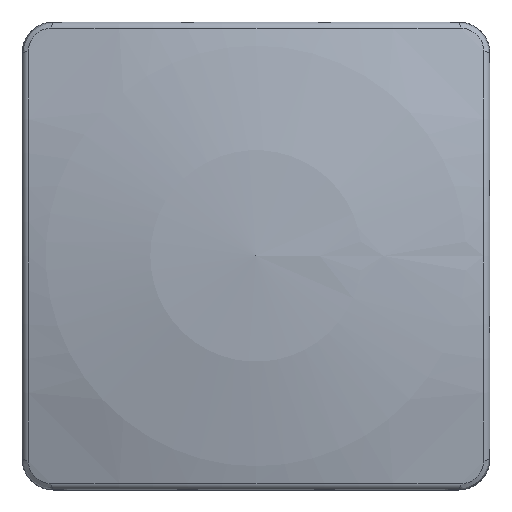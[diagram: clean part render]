
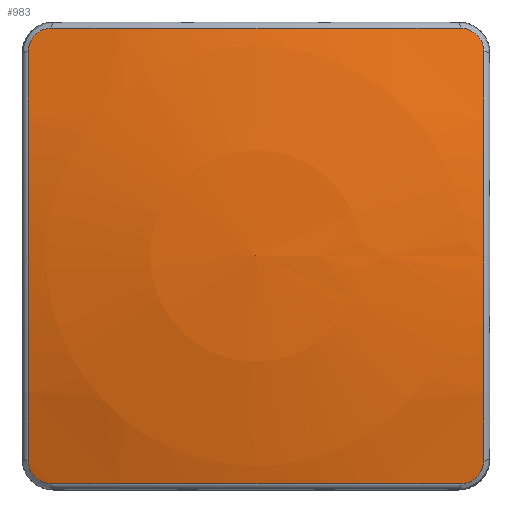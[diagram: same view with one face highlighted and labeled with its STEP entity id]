
A CAD part, top view. The second image highlights one B-rep face of the part: STEP entity #983.
In plain terms, the highlighted spherical face has radius 150.7 mm.
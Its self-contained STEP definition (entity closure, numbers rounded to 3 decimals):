
#223=FACE_OUTER_BOUND('',#1494,.T.);
#808=B_SPLINE_CURVE_WITH_KNOTS('',3,(#18458,#18459,#18460,#18461,#18462,
#18463,#18464,#18465,#18466,#18467,#18468,#18469,#18470,#18471,#18472,#18473),
 .UNSPECIFIED.,.F.,.F.,(4,3,3,3,3,4),(0.,0.211,0.423,
0.63,0.834,1.),.UNSPECIFIED.);
#809=B_SPLINE_CURVE_WITH_KNOTS('',3,(#18477,#18478,#18479,#18480,#18481,
#18482,#18483,#18484,#18485,#18486,#18487,#18488,#18489,#18490,#18491,#18492),
 .UNSPECIFIED.,.F.,.F.,(4,3,3,3,3,4),(0.,0.211,0.423,
0.63,0.834,1.),.UNSPECIFIED.);
#810=B_SPLINE_CURVE_WITH_KNOTS('',3,(#18496,#18497,#18498,#18499,#18500,
#18501,#18502,#18503,#18504,#18505,#18506,#18507,#18508,#18509,#18510,#18511),
 .UNSPECIFIED.,.F.,.F.,(4,3,3,3,3,4),(0.,0.211,0.423,
0.63,0.834,1.),.UNSPECIFIED.);
#811=B_SPLINE_CURVE_WITH_KNOTS('',3,(#18515,#18516,#18517,#18518,#18519,
#18520,#18521,#18522,#18523,#18524,#18525,#18526,#18527,#18528,#18529,#18530),
 .UNSPECIFIED.,.F.,.F.,(4,3,3,3,3,4),(0.,0.211,0.423,
0.63,0.834,1.),.UNSPECIFIED.);
#832=SPHERICAL_SURFACE('',#3751,150.7);
#983=ADVANCED_FACE('',(#223),#832,.T.);
#1494=EDGE_LOOP('',(#2175,#2176,#2177,#2178,#2179,#2180,#2181,#2182));
#2175=ORIENTED_EDGE('',*,*,#3130,.T.);
#2176=ORIENTED_EDGE('',*,*,#3131,.T.);
#2177=ORIENTED_EDGE('',*,*,#3132,.T.);
#2178=ORIENTED_EDGE('',*,*,#3133,.T.);
#2179=ORIENTED_EDGE('',*,*,#3134,.T.);
#2180=ORIENTED_EDGE('',*,*,#3135,.T.);
#2181=ORIENTED_EDGE('',*,*,#3136,.T.);
#2182=ORIENTED_EDGE('',*,*,#3137,.T.);
#2728=VERTEX_POINT('',#18456);
#2729=VERTEX_POINT('',#18457);
#2730=VERTEX_POINT('',#18474);
#2731=VERTEX_POINT('',#18476);
#2732=VERTEX_POINT('',#18493);
#2733=VERTEX_POINT('',#18495);
#2734=VERTEX_POINT('',#18512);
#2735=VERTEX_POINT('',#18514);
#3130=EDGE_CURVE('',#2728,#2729,#3408,.T.);
#3131=EDGE_CURVE('',#2729,#2730,#808,.T.);
#3132=EDGE_CURVE('',#2730,#2731,#3409,.T.);
#3133=EDGE_CURVE('',#2731,#2732,#809,.T.);
#3134=EDGE_CURVE('',#2732,#2733,#3410,.T.);
#3135=EDGE_CURVE('',#2733,#2734,#810,.T.);
#3136=EDGE_CURVE('',#2734,#2735,#3411,.T.);
#3137=EDGE_CURVE('',#2735,#2728,#811,.T.);
#3408=CIRCLE('',#3747,146.751);
#3409=CIRCLE('',#3748,146.751);
#3410=CIRCLE('',#3749,146.751);
#3411=CIRCLE('',#3750,146.751);
#3747=AXIS2_PLACEMENT_3D('',#18455,#4555,#4556);
#3748=AXIS2_PLACEMENT_3D('',#18475,#4557,#4558);
#3749=AXIS2_PLACEMENT_3D('',#18494,#4559,#4560);
#3750=AXIS2_PLACEMENT_3D('',#18513,#4561,#4562);
#3751=AXIS2_PLACEMENT_3D('',#18531,#4563,#4564);
#4555=DIRECTION('',(1.,0.,0.));
#4556=DIRECTION('',(0.,0.,-1.));
#4557=DIRECTION('',(0.,1.,0.));
#4558=DIRECTION('',(0.,0.,1.));
#4559=DIRECTION('',(-1.,0.,0.));
#4560=DIRECTION('',(0.,0.,1.));
#4561=DIRECTION('',(0.,-1.,0.));
#4562=DIRECTION('',(0.,0.,-1.));
#4563=DIRECTION('',(0.,0.,1.));
#4564=DIRECTION('',(1.,0.,0.));
#18455=CARTESIAN_POINT('',(-34.111,-0.139,-35.477));
#18456=CARTESIAN_POINT('',(-34.111,30.605,108.017));
#18457=CARTESIAN_POINT('',(-34.111,-30.884,108.017));
#18458=CARTESIAN_POINT('',(-34.111,-30.884,108.017));
#18459=CARTESIAN_POINT('',(-34.111,-31.267,107.935));
#18460=CARTESIAN_POINT('',(-34.047,-31.659,107.865));
#18461=CARTESIAN_POINT('',(-33.921,-32.026,107.813));
#18462=CARTESIAN_POINT('',(-33.796,-32.394,107.761));
#18463=CARTESIAN_POINT('',(-33.604,-32.748,107.726));
#18464=CARTESIAN_POINT('',(-33.363,-33.057,107.712));
#18465=CARTESIAN_POINT('',(-33.128,-33.358,107.698));
#18466=CARTESIAN_POINT('',(-32.838,-33.625,107.703));
#18467=CARTESIAN_POINT('',(-32.518,-33.834,107.726));
#18468=CARTESIAN_POINT('',(-32.203,-34.041,107.75));
#18469=CARTESIAN_POINT('',(-31.85,-34.198,107.792));
#18470=CARTESIAN_POINT('',(-31.488,-34.294,107.849));
#18471=CARTESIAN_POINT('',(-31.193,-34.373,107.895));
#18472=CARTESIAN_POINT('',(-30.886,-34.412,107.952));
#18473=CARTESIAN_POINT('',(-30.583,-34.412,108.017));
#18474=CARTESIAN_POINT('',(-30.583,-34.412,108.017));
#18475=CARTESIAN_POINT('',(0.162,-34.412,-35.477));
#18476=CARTESIAN_POINT('',(30.906,-34.412,108.017));
#18477=CARTESIAN_POINT('',(30.906,-34.412,108.017));
#18478=CARTESIAN_POINT('',(31.289,-34.412,107.935));
#18479=CARTESIAN_POINT('',(31.681,-34.348,107.865));
#18480=CARTESIAN_POINT('',(32.048,-34.222,107.813));
#18481=CARTESIAN_POINT('',(32.416,-34.097,107.761));
#18482=CARTESIAN_POINT('',(32.77,-33.905,107.726));
#18483=CARTESIAN_POINT('',(33.079,-33.664,107.712));
#18484=CARTESIAN_POINT('',(33.38,-33.429,107.698));
#18485=CARTESIAN_POINT('',(33.647,-33.139,107.703));
#18486=CARTESIAN_POINT('',(33.856,-32.819,107.726));
#18487=CARTESIAN_POINT('',(34.063,-32.504,107.75));
#18488=CARTESIAN_POINT('',(34.22,-32.151,107.792));
#18489=CARTESIAN_POINT('',(34.316,-31.789,107.849));
#18490=CARTESIAN_POINT('',(34.395,-31.494,107.895));
#18491=CARTESIAN_POINT('',(34.434,-31.187,107.952));
#18492=CARTESIAN_POINT('',(34.434,-30.884,108.017));
#18493=CARTESIAN_POINT('',(34.434,-30.884,108.017));
#18494=CARTESIAN_POINT('',(34.434,-0.139,-35.477));
#18495=CARTESIAN_POINT('',(34.434,30.605,108.017));
#18496=CARTESIAN_POINT('',(34.434,30.605,108.017));
#18497=CARTESIAN_POINT('',(34.434,30.989,107.935));
#18498=CARTESIAN_POINT('',(34.37,31.38,107.865));
#18499=CARTESIAN_POINT('',(34.245,31.747,107.813));
#18500=CARTESIAN_POINT('',(34.119,32.115,107.761));
#18501=CARTESIAN_POINT('',(33.928,32.469,107.726));
#18502=CARTESIAN_POINT('',(33.686,32.778,107.712));
#18503=CARTESIAN_POINT('',(33.451,33.079,107.698));
#18504=CARTESIAN_POINT('',(33.161,33.346,107.703));
#18505=CARTESIAN_POINT('',(32.842,33.555,107.726));
#18506=CARTESIAN_POINT('',(32.526,33.763,107.75));
#18507=CARTESIAN_POINT('',(32.173,33.92,107.792));
#18508=CARTESIAN_POINT('',(31.812,34.015,107.849));
#18509=CARTESIAN_POINT('',(31.516,34.094,107.895));
#18510=CARTESIAN_POINT('',(31.209,34.134,107.952));
#18511=CARTESIAN_POINT('',(30.906,34.134,108.017));
#18512=CARTESIAN_POINT('',(30.906,34.134,108.017));
#18513=CARTESIAN_POINT('',(0.162,34.134,-35.477));
#18514=CARTESIAN_POINT('',(-30.583,34.134,108.017));
#18515=CARTESIAN_POINT('',(-30.583,34.134,108.017));
#18516=CARTESIAN_POINT('',(-30.966,34.134,107.935));
#18517=CARTESIAN_POINT('',(-31.358,34.069,107.865));
#18518=CARTESIAN_POINT('',(-31.725,33.944,107.813));
#18519=CARTESIAN_POINT('',(-32.093,33.818,107.761));
#18520=CARTESIAN_POINT('',(-32.447,33.627,107.726));
#18521=CARTESIAN_POINT('',(-32.756,33.385,107.712));
#18522=CARTESIAN_POINT('',(-33.057,33.15,107.698));
#18523=CARTESIAN_POINT('',(-33.324,32.86,107.703));
#18524=CARTESIAN_POINT('',(-33.533,32.541,107.726));
#18525=CARTESIAN_POINT('',(-33.74,32.225,107.75));
#18526=CARTESIAN_POINT('',(-33.897,31.872,107.792));
#18527=CARTESIAN_POINT('',(-33.993,31.511,107.849));
#18528=CARTESIAN_POINT('',(-34.072,31.215,107.895));
#18529=CARTESIAN_POINT('',(-34.111,30.908,107.952));
#18530=CARTESIAN_POINT('',(-34.111,30.605,108.017));
#18531=CARTESIAN_POINT('',(0.162,-0.139,-35.477));
